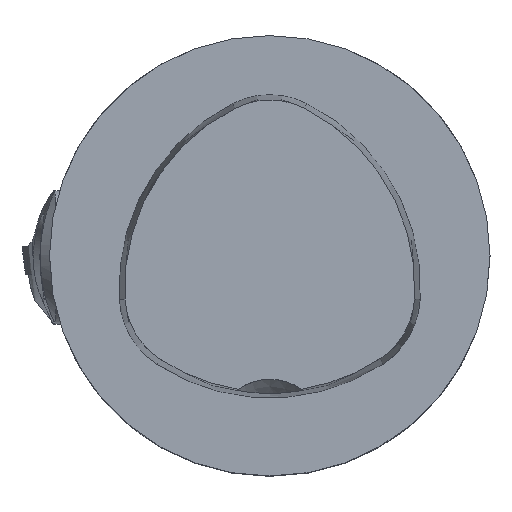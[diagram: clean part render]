
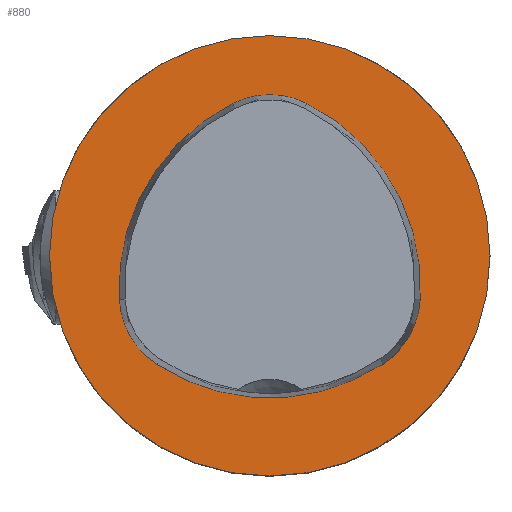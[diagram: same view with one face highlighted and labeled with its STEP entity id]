
A CAD part, top view. The second image highlights one B-rep face of the part: STEP entity #880.
In plain terms, the highlighted planar face has unit normal (0, 0, 1).
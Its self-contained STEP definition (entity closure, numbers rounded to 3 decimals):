
#507=FACE_BOUND('',#1940,.T.);
#508=FACE_BOUND('',#1941,.T.);
#611=CIRCLE('',#7534,16.);
#629=CIRCLE('',#7566,15.);
#630=CIRCLE('',#7568,6.);
#631=CIRCLE('',#7570,15.);
#632=CIRCLE('',#7572,6.);
#633=CIRCLE('',#7574,15.);
#634=CIRCLE('',#7576,6.);
#880=ADVANCED_FACE('',(#507,#508),#1236,.T.);
#1236=PLANE('',#7578);
#1940=EDGE_LOOP('',(#2625,#2626,#2627,#2628,#2629,#2630));
#1941=EDGE_LOOP('',(#2631));
#2625=ORIENTED_EDGE('',*,*,#5185,.T.);
#2626=ORIENTED_EDGE('',*,*,#5183,.T.);
#2627=ORIENTED_EDGE('',*,*,#5181,.T.);
#2628=ORIENTED_EDGE('',*,*,#5179,.T.);
#2629=ORIENTED_EDGE('',*,*,#5177,.T.);
#2630=ORIENTED_EDGE('',*,*,#5174,.T.);
#2631=ORIENTED_EDGE('',*,*,#5141,.F.);
#4419=VERTEX_POINT('',#10567);
#4444=VERTEX_POINT('',#10650);
#4445=VERTEX_POINT('',#10651);
#4446=VERTEX_POINT('',#10656);
#4447=VERTEX_POINT('',#10660);
#4448=VERTEX_POINT('',#10664);
#4449=VERTEX_POINT('',#10668);
#5141=EDGE_CURVE('',#4419,#4419,#611,.T.);
#5174=EDGE_CURVE('',#4444,#4445,#629,.T.);
#5177=EDGE_CURVE('',#4446,#4444,#630,.T.);
#5179=EDGE_CURVE('',#4447,#4446,#631,.T.);
#5181=EDGE_CURVE('',#4448,#4447,#632,.T.);
#5183=EDGE_CURVE('',#4449,#4448,#633,.T.);
#5185=EDGE_CURVE('',#4445,#4449,#634,.T.);
#7534=AXIS2_PLACEMENT_3D('',#10566,#8338,#8339);
#7566=AXIS2_PLACEMENT_3D('',#10649,#8412,#8413);
#7568=AXIS2_PLACEMENT_3D('',#10655,#8418,#8419);
#7570=AXIS2_PLACEMENT_3D('',#10659,#8423,#8424);
#7572=AXIS2_PLACEMENT_3D('',#10663,#8428,#8429);
#7574=AXIS2_PLACEMENT_3D('',#10667,#8433,#8434);
#7576=AXIS2_PLACEMENT_3D('',#10671,#8438,#8439);
#7578=AXIS2_PLACEMENT_3D('',#10673,#8442,#8443);
#8338=DIRECTION('',(0.,0.,-1.));
#8339=DIRECTION('',(1.,0.,0.));
#8412=DIRECTION('',(0.,0.,-1.));
#8413=DIRECTION('',(-0.866,0.5,0.));
#8418=DIRECTION('',(0.,0.,-1.));
#8419=DIRECTION('',(-0.866,-0.5,0.));
#8423=DIRECTION('',(0.,0.,-1.));
#8424=DIRECTION('',(0.,-1.,0.));
#8428=DIRECTION('',(0.,0.,-1.));
#8429=DIRECTION('',(0.866,-0.5,0.));
#8433=DIRECTION('',(0.,0.,-1.));
#8434=DIRECTION('',(0.866,0.5,0.));
#8438=DIRECTION('',(0.,0.,-1.));
#8439=DIRECTION('',(0.,1.,0.));
#8442=DIRECTION('',(0.,0.,1.));
#8443=DIRECTION('',(1.,0.,0.));
#10566=CARTESIAN_POINT('',(0.,0.,0.));
#10567=CARTESIAN_POINT('',(16.,0.,0.));
#10649=CARTESIAN_POINT('',(4.049,-2.338,0.));
#10650=CARTESIAN_POINT('',(-10.927,-3.192,0.));
#10651=CARTESIAN_POINT('',(-2.699,11.058,0.));
#10655=CARTESIAN_POINT('',(-4.936,-2.85,0.));
#10656=CARTESIAN_POINT('',(-8.227,-7.867,0.));
#10659=CARTESIAN_POINT('',(0.,4.675,0.));
#10660=CARTESIAN_POINT('',(8.227,-7.867,0.));
#10663=CARTESIAN_POINT('',(4.936,-2.85,0.));
#10664=CARTESIAN_POINT('',(10.927,-3.192,0.));
#10667=CARTESIAN_POINT('',(-4.049,-2.338,0.));
#10668=CARTESIAN_POINT('',(2.699,11.058,0.));
#10671=CARTESIAN_POINT('',(0.,5.7,0.));
#10673=CARTESIAN_POINT('',(-8.,0.,0.));
